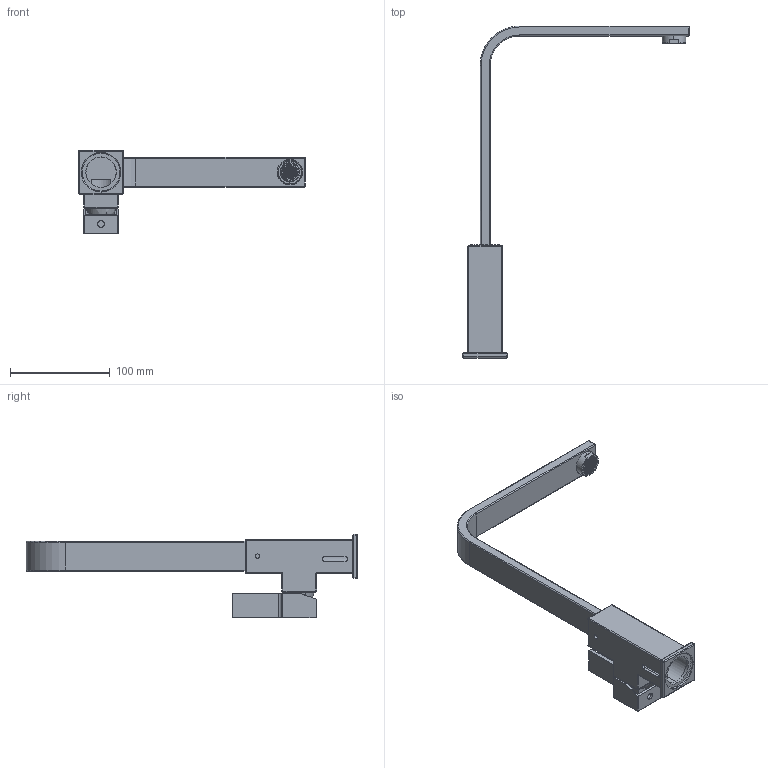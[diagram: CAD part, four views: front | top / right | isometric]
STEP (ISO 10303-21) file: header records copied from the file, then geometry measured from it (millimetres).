
FILE_DESCRIPTION (( 'STEP AP214' ), '1' );
FILE_NAME ('lavabo bocca lunga H tre.STEP', '2023-10-12T12:55:38', ( '' ), ( '' ), 'SwSTEP 2.0', 'SolidWorks 2018', '' );
FILE_SCHEMA (( 'AUTOMOTIVE_DESIGN' ));
Length unit declared in the file: millimetre
Products named in the file (1): lavabo bocca lunga H tre
Bounding box: 227.25 x 333.5 x 84.3 mm (x, y, z)
Surface area: 74027.5 mm2 (no closed solid volume)
Topology: 0 solids, 6 shells, 311 faces, 1218 edges, 882 vertices
Faces by surface type: plane 168, cylinder 96, sphere 21, torus 17, cone 5, bspline 4
Entity records: 16016 total; most frequent: CARTESIAN_POINT 2631, DIRECTION 2050, ORIENTED_EDGE 1737, EDGE_CURVE 1197, LINE 920, VECTOR 920, VERTEX_POINT 882, AXIS2_PLACEMENT_3D 565
